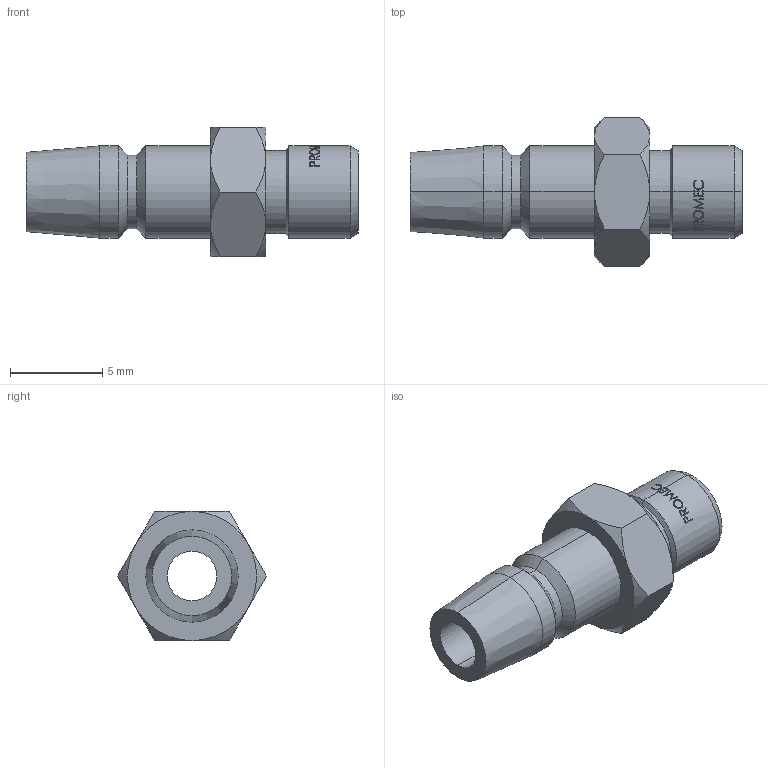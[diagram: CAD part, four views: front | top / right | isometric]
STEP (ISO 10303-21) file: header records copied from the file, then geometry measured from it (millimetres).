
FILE_DESCRIPTION (( 'STEP AP203' ), '1' );
FILE_NAME ('0a8d.STEP', '2022-09-21T18:19:26', ( '' ), ( '' ), 'SwSTEP 2.0', 'SolidWorks 2019', '' );
FILE_SCHEMA (( 'CONFIG_CONTROL_DESIGN' ));
Length unit declared in the file: millimetre
Products named in the file (1): 0a8d
Bounding box: 18 x 8.08 x 7 mm (x, y, z)
Volume: 294 mm3; surface area: 525.9 mm2
Topology: 1 solids, 1 shells, 134 faces, 336 edges, 214 vertices
Faces by surface type: plane 42, bspline 42, cylinder 26, cone 24
Entity records: 5163 total; most frequent: CARTESIAN_POINT 2239, ORIENTED_EDGE 672, DIRECTION 456, EDGE_CURVE 336, VERTEX_POINT 214, AXIS2_PLACEMENT_3D 187, B_SPLINE_CURVE_WITH_KNOTS 160, EDGE_LOOP 146
